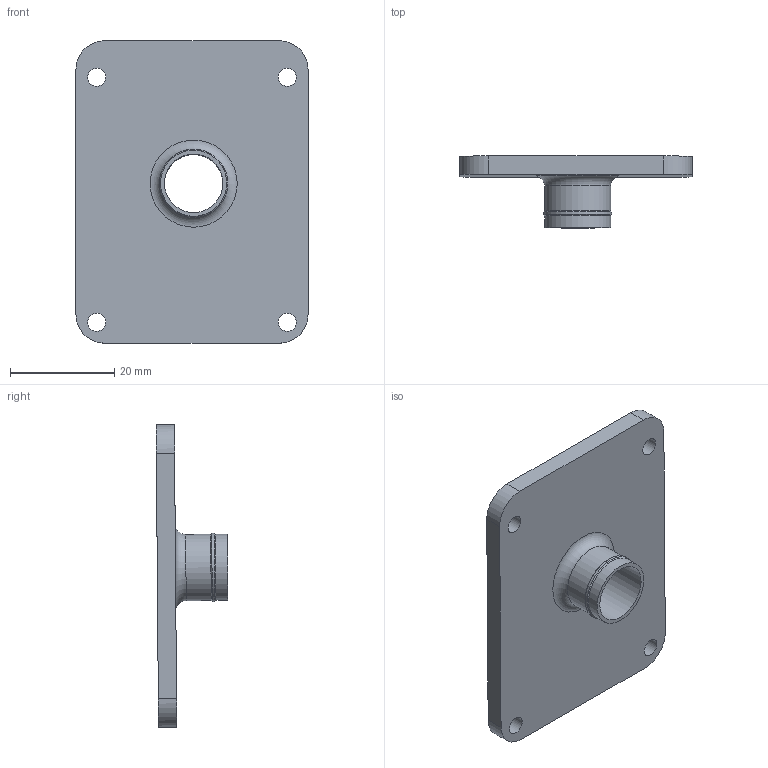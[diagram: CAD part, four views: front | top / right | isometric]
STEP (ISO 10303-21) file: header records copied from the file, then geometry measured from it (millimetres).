
FILE_DESCRIPTION(/* description */ (''),/* implementation_level */ '2;1');
FILE_NAME(/* name */ 'joint_5_lid_1.step',/* time_stamp */ '2025-04-05T15:28:51-04:00',/* author */ (''),/* organization */ (''),/* preprocessor_version */ 'ST-DEVELOPER v20.1',/* originating_system */ 'Autodesk Translation Framework v14.4.0.0',/* authorisation */ '');
FILE_SCHEMA (('AUTOMOTIVE_DESIGN { 1 0 10303 214 3 1 1 }'));
Length unit declared in the file: millimetre
Products named in the file (3): armatron_7; Elbow Joint; mg4010_wire_box
Assembly tree (2 placements, depth 3):
  armatron_7
    Elbow Joint
      mg4010_wire_box
Bounding box: 44.54 x 13.77 x 58.03 mm (x, y, z)
Volume: 8799.6 mm3; surface area: 6529.8 mm2
Topology: 1 solids, 1 shells, 24 faces, 55 edges, 36 vertices
Faces by surface type: cylinder 12, plane 9, cone 2, torus 1
Full cylindrical faces by diameter (mm): 3.45 x4, 11.2 x1, 12.7 x2, 13.124 x1
Entity records: 806 total; most frequent: DIRECTION 142, CARTESIAN_POINT 120, ORIENTED_EDGE 110, AXIS2_PLACEMENT_3D 58, EDGE_CURVE 55, EDGE_LOOP 37, VERTEX_POINT 36, CIRCLE 29
